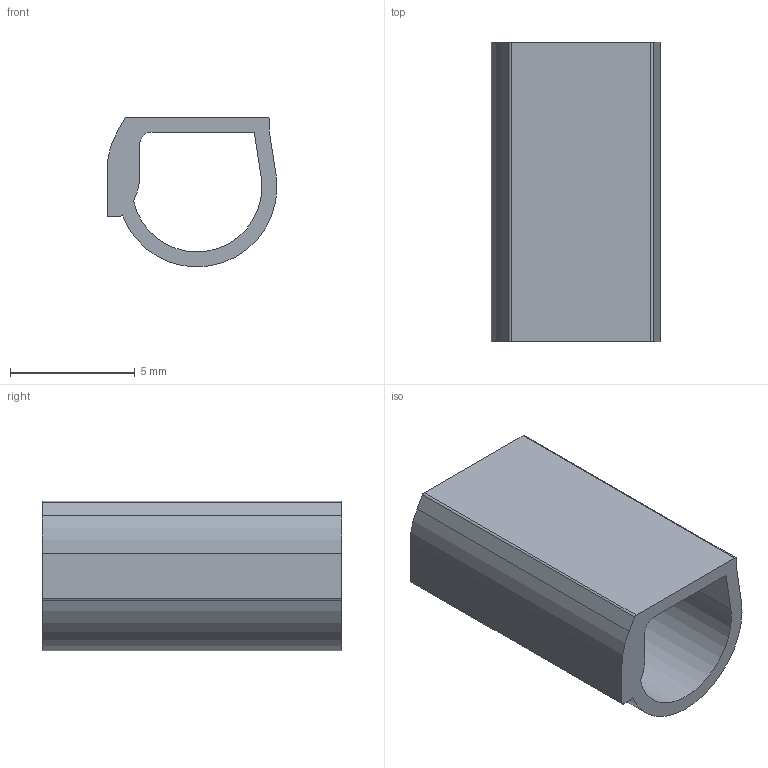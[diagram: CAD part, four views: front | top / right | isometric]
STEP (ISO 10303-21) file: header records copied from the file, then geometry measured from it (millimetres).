
FILE_DESCRIPTION(('CATIA V5 STEP Exchange','CAx-IF Rec.Pracs.--- Model Styling and Organization---1.4--- 2014-01-23'),'2;1');
FILE_NAME ('020609-2_0_1758320001_1758320001.stp','2022-01-14T11:09:04+00:00',('none'),('Weidmueller'),'CATIA Version 5-6 Release 2016 SP3 HF44','CATIA V5 STEP AP214','none');
FILE_SCHEMA(('AUTOMOTIVE_DESIGN { 1 0 10303 214 1 1 1 1 }'));
Length unit declared in the file: millimetre
Products named in the file (1): SFC 2/12
Bounding box: 6.8 x 12 x 6 mm (x, y, z)
Volume: 164.7 mm3; surface area: 497.7 mm2
Topology: 1 solids, 1 shells, 22 faces, 60 edges, 40 vertices
Faces by surface type: plane 11, cylinder 11
Entity records: 705 total; most frequent: CARTESIAN_POINT 122, ORIENTED_EDGE 120, DIRECTION 102, EDGE_CURVE 60, AXIS2_PLACEMENT_3D 44, VERTEX_POINT 40, VECTOR 38, LINE 38
